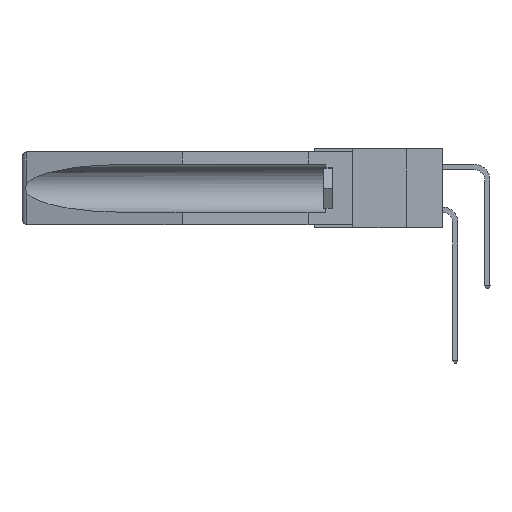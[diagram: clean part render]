
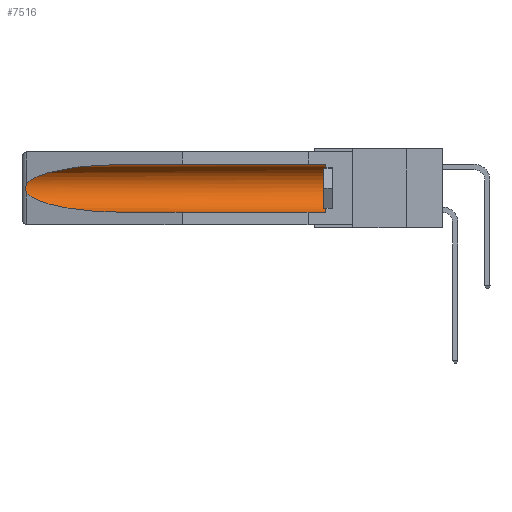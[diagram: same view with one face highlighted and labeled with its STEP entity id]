
A CAD part, left-side view. The second image highlights one B-rep face of the part: STEP entity #7516.
In plain terms, the highlighted cylindrical face has radius 2.857 mm (diameter 5.715 mm), a partial arc.
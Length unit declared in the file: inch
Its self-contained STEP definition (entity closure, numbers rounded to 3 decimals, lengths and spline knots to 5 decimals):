
#74 = AXIS2_PLACEMENT_3D ( 'NONE', #22407, #16941, #743 ) ;
#730 = DIRECTION ( 'NONE',  ( 0., 1., 0. ) ) ;
#743 = DIRECTION ( 'NONE',  ( 0., 0., 1. ) ) ;
#746 = EDGE_CURVE ( 'NONE', #18745, #11529, #12153, .T. ) ;
#811 = DIRECTION ( 'NONE',  ( 0., 1., 0. ) ) ;
#1368 = CARTESIAN_POINT ( 'NONE',  ( 0.26537, 1.52718, -0.14972 ) ) ;
#1480 = CYLINDRICAL_SURFACE ( 'NONE', #21269, 0.1125 ) ;
#1735 = CARTESIAN_POINT ( 'NONE',  ( 0.2673, 1.53269, -0.17917 ) ) ;
#3624 = CARTESIAN_POINT ( 'NONE',  ( 0.26597, 1.5296, -0.19026 ) ) ;
#3775 = CARTESIAN_POINT ( 'NONE',  ( 0.26597, 1.52961, -0.15275 ) ) ;
#3848 = CARTESIAN_POINT ( 'NONE',  ( 0.26537, 1.52718, -0.14972 ) ) ;
#4421 = ORIENTED_EDGE ( 'NONE', *, *, #746, .T. ) ;
#4620 = ORIENTED_EDGE ( 'NONE', *, *, #7629, .T. ) ;
#4674 = CARTESIAN_POINT ( 'NONE',  ( 0.21114, 1.30732, -0.059 ) ) ;
#4891 = CARTESIAN_POINT ( 'NONE',  ( 0.155, -0.30754, -0.284 ) ) ;
#5098 = B_SPLINE_CURVE_WITH_KNOTS ( 'NONE', 3,
 ( #3848, #3775, #10725, #12524, #12845, #14465, #1735, #5362, #3624, #18088 ),
 .UNSPECIFIED., .F., .F.,
 ( 4, 2, 2, 2, 4 ),
 ( 0., 0.00029, 0.00058, 0.00087, 0.00117 ),
 .UNSPECIFIED. ) ;
#5202 = VECTOR ( 'NONE', #811, 39.37008 ) ;
#5362 = CARTESIAN_POINT ( 'NONE',  ( 0.26655, 1.53094, -0.18657 ) ) ;
#5489 = VERTEX_POINT ( 'NONE', #5601 ) ;
#5601 = CARTESIAN_POINT ( 'NONE',  ( 0.155, 0.126, -0.284 ) ) ;
#6771 = CARTESIAN_POINT ( 'NONE',  ( 0.26537, 1.52718, -0.19328 ) ) ;
#6787 = EDGE_CURVE ( 'NONE', #5489, #11529, #15956, .T. ) ;
#6865 = DIRECTION ( 'NONE',  ( 0., 1., 0. ) ) ;
#7187 = VERTEX_POINT ( 'NONE', #11565 ) ;
#7516 = ADVANCED_FACE ( 'NONE', ( #17030 ), #1480, .F. ) ;
#7561 = ORIENTED_EDGE ( 'NONE', *, *, #15520, .T. ) ;
#7629 = EDGE_CURVE ( 'NONE', #7187, #18745, #5098, .T. ) ;
#8547 =( BOUNDED_CURVE ( )  B_SPLINE_CURVE ( 3, ( #15601, #4674, #17486, #1368 ),
 .UNSPECIFIED., .F., .F. ) 
 B_SPLINE_CURVE_WITH_KNOTS ( ( 4, 4 ),
 ( 4.71239, 6.08839 ),
 .UNSPECIFIED. ) 
 CURVE ( )  GEOMETRIC_REPRESENTATION_ITEM ( )  RATIONAL_B_SPLINE_CURVE ( ( 1., 0.848, 0.848, 1. ) ) 
 REPRESENTATION_ITEM ( '' )  );
#8875 = VERTEX_POINT ( 'NONE', #20965 ) ;
#8926 = ORIENTED_EDGE ( 'NONE', *, *, #18591, .T. ) ;
#9141 = VECTOR ( 'NONE', #6865, 39.37008 ) ;
#9753 = CARTESIAN_POINT ( 'NONE',  ( 0.155, -0.30754, -0.059 ) ) ;
#9836 = CARTESIAN_POINT ( 'NONE',  ( 0.155, -0.30754, -0.1715 ) ) ;
#9968 = LINE ( 'NONE', #9753, #5202 ) ;
#10388 = CARTESIAN_POINT ( 'NONE',  ( 0.25451, 1.48313, -0.24835 ) ) ;
#10725 = CARTESIAN_POINT ( 'NONE',  ( 0.26654, 1.53092, -0.15636 ) ) ;
#11529 = VERTEX_POINT ( 'NONE', #12243 ) ;
#11565 = CARTESIAN_POINT ( 'NONE',  ( 0.26537, 1.52718, -0.14972 ) ) ;
#11777 = VERTEX_POINT ( 'NONE', #15331 ) ;
#12153 =( BOUNDED_CURVE ( )  B_SPLINE_CURVE ( 3, ( #6771, #10388, #14045, #19194 ),
 .UNSPECIFIED., .F., .F. ) 
 B_SPLINE_CURVE_WITH_KNOTS ( ( 4, 4 ),
 ( 0.1948, 1.5708 ),
 .UNSPECIFIED. ) 
 CURVE ( )  GEOMETRIC_REPRESENTATION_ITEM ( )  RATIONAL_B_SPLINE_CURVE ( ( 1., 0.848, 0.848, 1. ) ) 
 REPRESENTATION_ITEM ( '' )  );
#12243 = CARTESIAN_POINT ( 'NONE',  ( 0.155, 1.07973, -0.284 ) ) ;
#12524 = CARTESIAN_POINT ( 'NONE',  ( 0.2673, 1.5327, -0.16383 ) ) ;
#12845 = CARTESIAN_POINT ( 'NONE',  ( 0.2675, 1.53308, -0.16763 ) ) ;
#13072 = EDGE_LOOP ( 'NONE', ( #8926, #4620, #4421, #19357, #7561, #17446 ) ) ;
#14045 = CARTESIAN_POINT ( 'NONE',  ( 0.21114, 1.30732, -0.284 ) ) ;
#14465 = CARTESIAN_POINT ( 'NONE',  ( 0.2675, 1.53308, -0.17534 ) ) ;
#15331 = CARTESIAN_POINT ( 'NONE',  ( 0.155, 1.07973, -0.059 ) ) ;
#15520 = EDGE_CURVE ( 'NONE', #5489, #8875, #17395, .T. ) ;
#15601 = CARTESIAN_POINT ( 'NONE',  ( 0.155, 1.07973, -0.059 ) ) ;
#15956 = LINE ( 'NONE', #4891, #9141 ) ;
#16941 = DIRECTION ( 'NONE',  ( 0., -1., 0. ) ) ;
#17030 = FACE_OUTER_BOUND ( 'NONE', #13072, .T. ) ;
#17395 = CIRCLE ( 'NONE', #74, 0.1125 ) ;
#17446 = ORIENTED_EDGE ( 'NONE', *, *, #20818, .T. ) ;
#17486 = CARTESIAN_POINT ( 'NONE',  ( 0.25451, 1.48313, -0.09465 ) ) ;
#18088 = CARTESIAN_POINT ( 'NONE',  ( 0.26537, 1.52718, -0.19328 ) ) ;
#18591 = EDGE_CURVE ( 'NONE', #11777, #7187, #8547, .T. ) ;
#18745 = VERTEX_POINT ( 'NONE', #21369 ) ;
#19194 = CARTESIAN_POINT ( 'NONE',  ( 0.155, 1.07973, -0.284 ) ) ;
#19357 = ORIENTED_EDGE ( 'NONE', *, *, #6787, .F. ) ;
#20483 = DIRECTION ( 'NONE',  ( 0., 0., 1. ) ) ;
#20818 = EDGE_CURVE ( 'NONE', #8875, #11777, #9968, .T. ) ;
#20965 = CARTESIAN_POINT ( 'NONE',  ( 0.155, 0.126, -0.059 ) ) ;
#21269 = AXIS2_PLACEMENT_3D ( 'NONE', #9836, #730, #20483 ) ;
#21369 = CARTESIAN_POINT ( 'NONE',  ( 0.26537, 1.52718, -0.19328 ) ) ;
#22407 = CARTESIAN_POINT ( 'NONE',  ( 0.155, 0.126, -0.1715 ) ) ;
